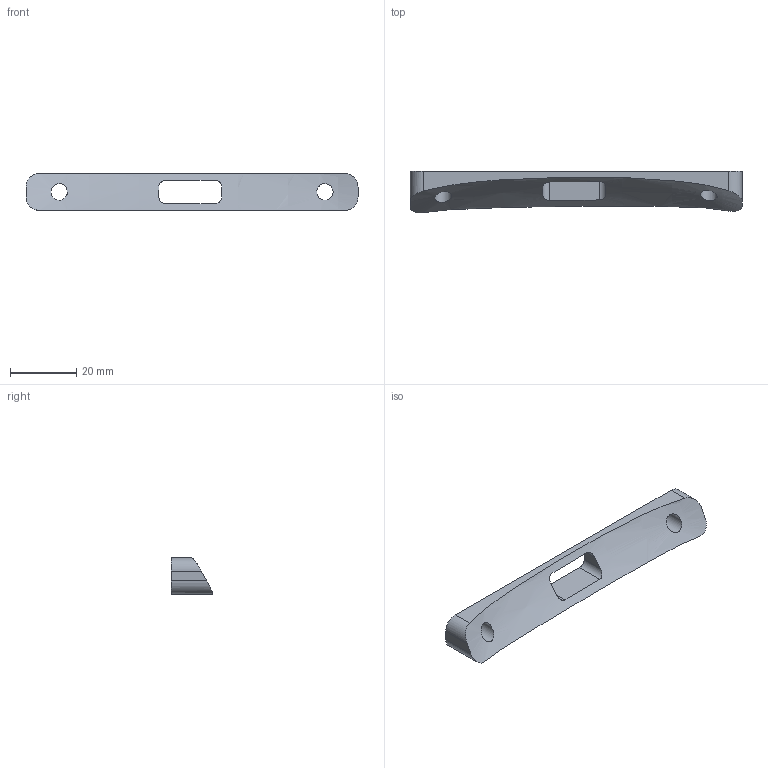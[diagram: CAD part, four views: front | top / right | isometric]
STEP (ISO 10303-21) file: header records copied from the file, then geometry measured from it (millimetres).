
FILE_DESCRIPTION(('HOOPS Exchange Step'),'2;1');
FILE_NAME('temp_export','2022-01-17T14:56:19-08:00',('mobile'),('Shapr3D Limited'),'HOOPS Exchange 2021.2','Shapr3D','Authorized');
FILE_SCHEMA( ('AP203_CONFIGURATION_CONTROLLED_3D_DESIGN_OF_MECHANICAL_PARTS_AND_ASSEMBLIES_MIM_LF') );
Length unit declared in the file: millimetre
Products named in the file (1): C28C081E-376A-42E3-9A34-78B955589A13.tmp
Bounding box: 100 x 12.57 x 11 mm (x, y, z)
Volume: 6326 mm3; surface area: 4154.8 mm2
Topology: 1 solids, 1 shells, 20 faces, 58 edges, 40 vertices
Faces by surface type: cylinder 10, plane 9, bspline 1
Full cylindrical faces by diameter (mm): 5 x2
Entity records: 4444 total; most frequent: CARTESIAN_POINT 3904, ORIENTED_EDGE 116, DIRECTION 90, EDGE_CURVE 58, VERTEX_POINT 40, AXIS2_PLACEMENT_3D 32, VECTOR 26, LINE 26
